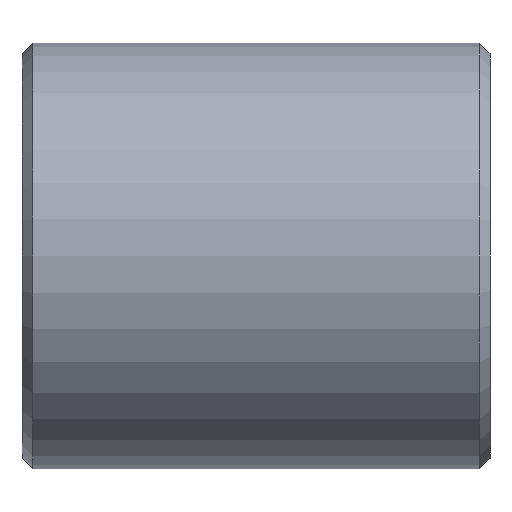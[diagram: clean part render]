
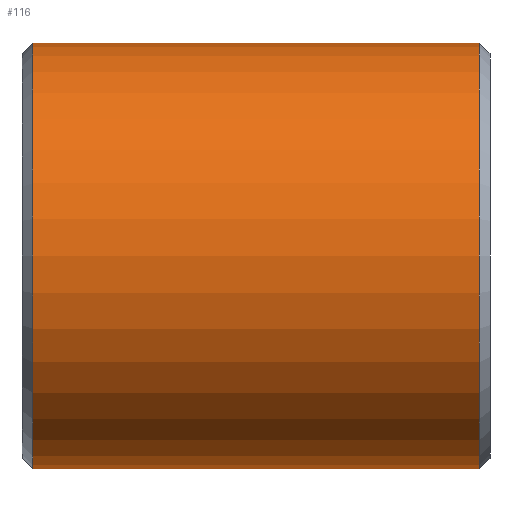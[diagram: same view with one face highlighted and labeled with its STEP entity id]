
A CAD part, left-side view. The second image highlights one B-rep face of the part: STEP entity #116.
In plain terms, the highlighted cylindrical face has radius 10 mm (diameter 20 mm), a partial arc.
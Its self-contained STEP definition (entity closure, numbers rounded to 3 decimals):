
#22 = CARTESIAN_POINT ( 'NONE',  ( 0., 0.5, -10. ) ) ;
#27 = DIRECTION ( 'NONE',  ( 0., -1., 0. ) ) ;
#43 = CARTESIAN_POINT ( 'NONE',  ( 0., 0.5, 0. ) ) ;
#74 = DIRECTION ( 'NONE',  ( 0., -1., 0. ) ) ;
#89 = CARTESIAN_POINT ( 'NONE',  ( 0., 0.5, 10. ) ) ;
#90 = ORIENTED_EDGE ( 'NONE', *, *, #390, .T. ) ;
#116 = ADVANCED_FACE ( 'NONE', ( #281 ), #227, .T. ) ;
#126 = DIRECTION ( 'NONE',  ( 0., -1., 0. ) ) ;
#198 = VERTEX_POINT ( 'NONE', #22 ) ;
#227 = CYLINDRICAL_SURFACE ( 'NONE', #258, 10. ) ;
#258 = AXIS2_PLACEMENT_3D ( 'NONE', #268, #27, #320 ) ;
#268 = CARTESIAN_POINT ( 'NONE',  ( 0., 22., 0. ) ) ;
#281 = FACE_OUTER_BOUND ( 'NONE', #514, .T. ) ;
#285 = VECTOR ( 'NONE', #74, 1000. ) ;
#286 = ORIENTED_EDGE ( 'NONE', *, *, #433, .F. ) ;
#305 = CARTESIAN_POINT ( 'NONE',  ( 0., 22., 10. ) ) ;
#312 = VERTEX_POINT ( 'NONE', #451 ) ;
#320 = DIRECTION ( 'NONE',  ( 0., 0., -1. ) ) ;
#327 = DIRECTION ( 'NONE',  ( 0., 0., 1. ) ) ;
#337 = AXIS2_PLACEMENT_3D ( 'NONE', #602, #126, #327 ) ;
#367 = VERTEX_POINT ( 'NONE', #89 ) ;
#369 = DIRECTION ( 'NONE',  ( 0., -1., 0. ) ) ;
#372 = CARTESIAN_POINT ( 'NONE',  ( 0., 21.5, -10. ) ) ;
#390 = EDGE_CURVE ( 'NONE', #198, #367, #594, .T. ) ;
#406 = DIRECTION ( 'NONE',  ( 0., 0., 1. ) ) ;
#423 = CARTESIAN_POINT ( 'NONE',  ( 0., 22., -10. ) ) ;
#433 = EDGE_CURVE ( 'NONE', #312, #367, #520, .T. ) ;
#437 = CIRCLE ( 'NONE', #337, 10. ) ;
#451 = CARTESIAN_POINT ( 'NONE',  ( 0., 21.5, 10. ) ) ;
#455 = DIRECTION ( 'NONE',  ( 0., 1., 0. ) ) ;
#514 = EDGE_LOOP ( 'NONE', ( #286, #621, #519, #90 ) ) ;
#519 = ORIENTED_EDGE ( 'NONE', *, *, #686, .T. ) ;
#520 = LINE ( 'NONE', #305, #583 ) ;
#548 = LINE ( 'NONE', #423, #285 ) ;
#562 = VERTEX_POINT ( 'NONE', #372 ) ;
#572 = AXIS2_PLACEMENT_3D ( 'NONE', #43, #455, #406 ) ;
#583 = VECTOR ( 'NONE', #369, 1000. ) ;
#594 = CIRCLE ( 'NONE', #572, 10. ) ;
#602 = CARTESIAN_POINT ( 'NONE',  ( 0., 21.5, 0. ) ) ;
#621 = ORIENTED_EDGE ( 'NONE', *, *, #678, .T. ) ;
#678 = EDGE_CURVE ( 'NONE', #312, #562, #437, .T. ) ;
#686 = EDGE_CURVE ( 'NONE', #562, #198, #548, .T. ) ;
